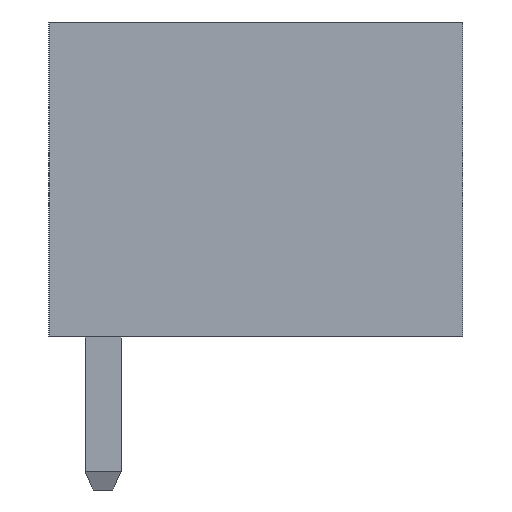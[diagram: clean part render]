
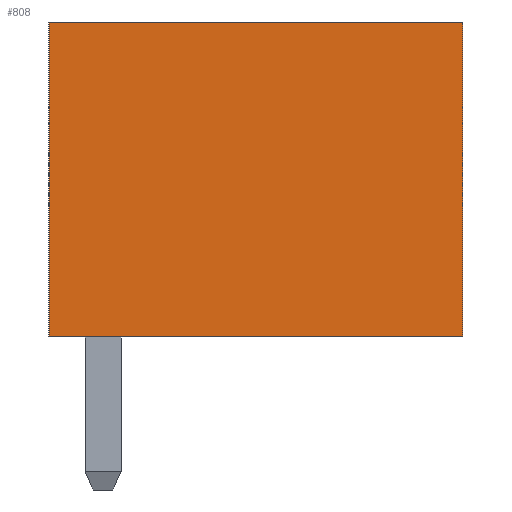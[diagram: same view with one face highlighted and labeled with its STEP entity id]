
A CAD part, left-side view. The second image highlights one B-rep face of the part: STEP entity #808.
In plain terms, the highlighted planar face has unit normal (-1, 0, 0).
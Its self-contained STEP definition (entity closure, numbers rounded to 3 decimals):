
#6 = ORIENTED_EDGE ( 'NONE', *, *, #3084, .F. ) ;
#26 = CARTESIAN_POINT ( 'NONE',  ( -11.825, 0., 0. ) ) ;
#39 = ORIENTED_EDGE ( 'NONE', *, *, #3886, .T. ) ;
#285 = ORIENTED_EDGE ( 'NONE', *, *, #4975, .F. ) ;
#524 = VECTOR ( 'NONE', #4696, 1000. ) ;
#625 = CARTESIAN_POINT ( 'NONE',  ( -11.825, 0., 7. ) ) ;
#682 = LINE ( 'NONE', #5009, #2199 ) ;
#719 = FACE_OUTER_BOUND ( 'NONE', #3884, .T. ) ;
#784 = DIRECTION ( 'NONE',  ( 0., 1., 0. ) ) ;
#808 = ADVANCED_FACE ( 'NONE', ( #719 ), #2594, .F. ) ;
#1165 = VECTOR ( 'NONE', #2789, 1000. ) ;
#1408 = DIRECTION ( 'NONE',  ( 0., -1., 0. ) ) ;
#1592 = VERTEX_POINT ( 'NONE', #26 ) ;
#2199 = VECTOR ( 'NONE', #6080, 1000. ) ;
#2280 = CARTESIAN_POINT ( 'NONE',  ( -11.825, 9.2, 7. ) ) ;
#2594 = PLANE ( 'NONE',  #3668 ) ;
#2758 = LINE ( 'NONE', #2851, #1165 ) ;
#2789 = DIRECTION ( 'NONE',  ( 0., 0., -1. ) ) ;
#2851 = CARTESIAN_POINT ( 'NONE',  ( -11.825, 0., 7. ) ) ;
#2897 = VERTEX_POINT ( 'NONE', #625 ) ;
#3084 = EDGE_CURVE ( 'NONE', #2897, #1592, #2758, .T. ) ;
#3609 = LINE ( 'NONE', #5771, #5378 ) ;
#3646 = DIRECTION ( 'NONE',  ( 1., 0., 0. ) ) ;
#3668 = AXIS2_PLACEMENT_3D ( 'NONE', #6151, #3646, #784 ) ;
#3884 = EDGE_LOOP ( 'NONE', ( #4465, #6, #285, #39 ) ) ;
#3886 = EDGE_CURVE ( 'NONE', #4341, #4234, #5138, .T. ) ;
#4234 = VERTEX_POINT ( 'NONE', #5596 ) ;
#4341 = VERTEX_POINT ( 'NONE', #5230 ) ;
#4465 = ORIENTED_EDGE ( 'NONE', *, *, #6308, .T. ) ;
#4696 = DIRECTION ( 'NONE',  ( 0., 0., -1. ) ) ;
#4975 = EDGE_CURVE ( 'NONE', #4341, #2897, #682, .T. ) ;
#5009 = CARTESIAN_POINT ( 'NONE',  ( -11.825, 9.2, 7. ) ) ;
#5138 = LINE ( 'NONE', #2280, #524 ) ;
#5230 = CARTESIAN_POINT ( 'NONE',  ( -11.825, 9.2, 7. ) ) ;
#5378 = VECTOR ( 'NONE', #1408, 1000. ) ;
#5596 = CARTESIAN_POINT ( 'NONE',  ( -11.825, 9.2, 0. ) ) ;
#5771 = CARTESIAN_POINT ( 'NONE',  ( -11.825, 9.2, 0. ) ) ;
#6080 = DIRECTION ( 'NONE',  ( 0., -1., 0. ) ) ;
#6151 = CARTESIAN_POINT ( 'NONE',  ( -11.825, 9.2, 7. ) ) ;
#6308 = EDGE_CURVE ( 'NONE', #4234, #1592, #3609, .T. ) ;
